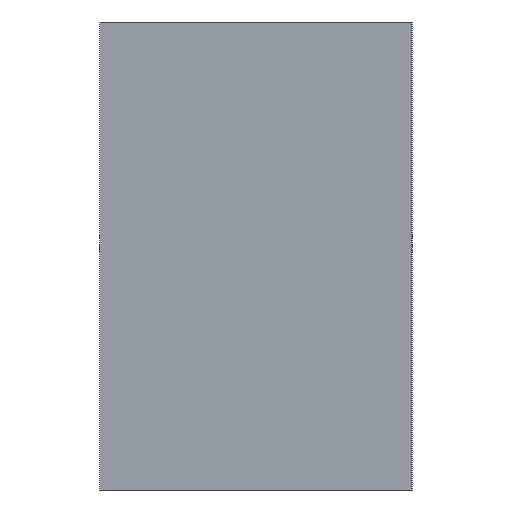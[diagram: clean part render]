
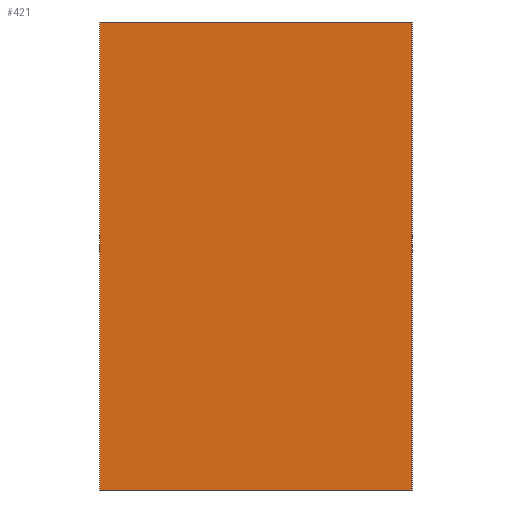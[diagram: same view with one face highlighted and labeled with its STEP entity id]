
A CAD part, left-side view. The second image highlights one B-rep face of the part: STEP entity #421.
In plain terms, the highlighted planar face has unit normal (-1, 0, 0).
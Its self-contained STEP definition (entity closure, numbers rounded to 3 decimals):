
#33 = EDGE_LOOP ( 'NONE', ( #63, #111, #97, #82 ) ) ;
#63 = ORIENTED_EDGE ( 'NONE', *, *, #402, .T. ) ;
#82 = ORIENTED_EDGE ( 'NONE', *, *, #255, .T. ) ;
#97 = ORIENTED_EDGE ( 'NONE', *, *, #257, .F. ) ;
#111 = ORIENTED_EDGE ( 'NONE', *, *, #404, .F. ) ;
#122 = CARTESIAN_POINT ( 'NONE',  ( 0., 50.8, 0. ) ) ;
#126 = DIRECTION ( 'NONE',  ( 0., -1., 0. ) ) ;
#133 = DIRECTION ( 'NONE',  ( 0., 0., 1. ) ) ;
#137 = CARTESIAN_POINT ( 'NONE',  ( 0., 0., 0. ) ) ;
#141 = DIRECTION ( 'NONE',  ( 0., 0., 1. ) ) ;
#142 = CARTESIAN_POINT ( 'NONE',  ( 0., 50.8, 0. ) ) ;
#149 = CARTESIAN_POINT ( 'NONE',  ( 0., 50.8, -76.2 ) ) ;
#167 = CARTESIAN_POINT ( 'NONE',  ( 0., 50.8, -76.2 ) ) ;
#171 = CARTESIAN_POINT ( 'NONE',  ( 0., 0., 0. ) ) ;
#185 = VERTEX_POINT ( 'NONE', #167 ) ;
#200 = CARTESIAN_POINT ( 'NONE',  ( 0., 0., -76.2 ) ) ;
#207 = VERTEX_POINT ( 'NONE', #137 ) ;
#215 = DIRECTION ( 'NONE',  ( 0., -1., 0. ) ) ;
#223 = CARTESIAN_POINT ( 'NONE',  ( 0., 50.8, 0. ) ) ;
#229 = VERTEX_POINT ( 'NONE', #223 ) ;
#231 = VERTEX_POINT ( 'NONE', #200 ) ;
#255 = EDGE_CURVE ( 'NONE', #185, #231, #289, .T. ) ;
#257 = EDGE_CURVE ( 'NONE', #185, #229, #286, .T. ) ;
#272 = VECTOR ( 'NONE', #126, 1000. ) ;
#273 = LINE ( 'NONE', #171, #457 ) ;
#275 = VECTOR ( 'NONE', #133, 1000. ) ;
#286 = LINE ( 'NONE', #122, #275 ) ;
#289 = LINE ( 'NONE', #149, #272 ) ;
#296 = FACE_OUTER_BOUND ( 'NONE', #33, .T. ) ;
#323 = AXIS2_PLACEMENT_3D ( 'NONE', #383, #377, #364 ) ;
#364 = DIRECTION ( 'NONE',  ( 0., 0., -1. ) ) ;
#375 = PLANE ( 'NONE',  #323 ) ;
#377 = DIRECTION ( 'NONE',  ( 1., 0., 0. ) ) ;
#383 = CARTESIAN_POINT ( 'NONE',  ( 0., 50.8, 0. ) ) ;
#402 = EDGE_CURVE ( 'NONE', #231, #207, #273, .T. ) ;
#404 = EDGE_CURVE ( 'NONE', #229, #207, #443, .T. ) ;
#421 = ADVANCED_FACE ( 'NONE', ( #296 ), #375, .F. ) ;
#443 = LINE ( 'NONE', #142, #447 ) ;
#447 = VECTOR ( 'NONE', #215, 1000. ) ;
#457 = VECTOR ( 'NONE', #141, 1000. ) ;
